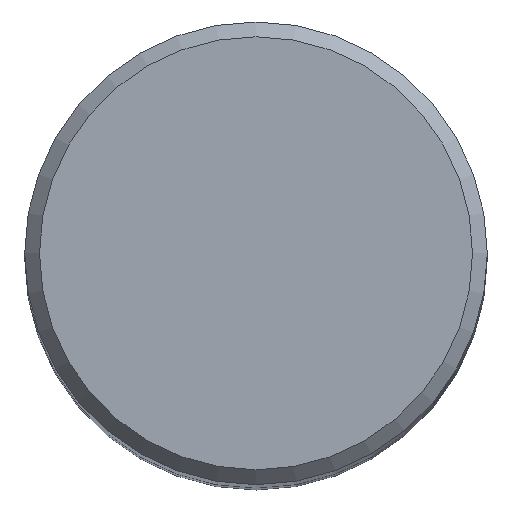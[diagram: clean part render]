
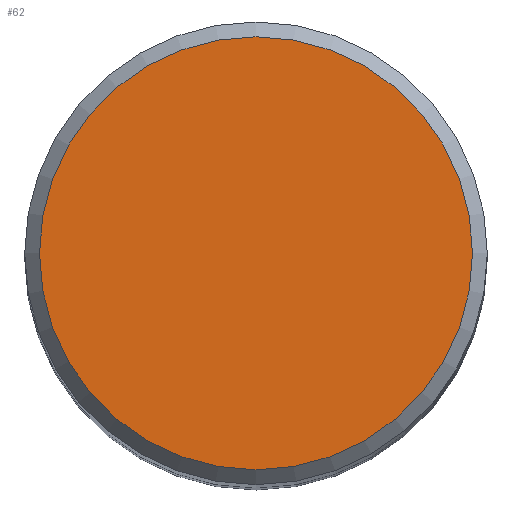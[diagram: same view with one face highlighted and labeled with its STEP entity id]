
A CAD part, top view. The second image highlights one B-rep face of the part: STEP entity #62.
In plain terms, the highlighted planar face has unit normal (0, 0, 1).
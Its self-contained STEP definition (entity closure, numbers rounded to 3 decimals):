
#52=PLANE('',#182);
#57=FACE_OUTER_BOUND('',#84,.T.);
#62=ADVANCED_FACE('',(#57),#52,.T.);
#84=EDGE_LOOP('',(#98));
#98=ORIENTED_EDGE('',*,*,#117,.F.);
#110=VERTEX_POINT('',#260);
#117=EDGE_CURVE('',#110,#110,#124,.T.);
#124=CIRCLE('',#179,4.458);
#179=AXIS2_PLACEMENT_3D('',#259,#203,#204);
#182=AXIS2_PLACEMENT_3D('',#264,#209,#210);
#203=DIRECTION('',(0.,0.,-1.));
#204=DIRECTION('',(-1.,0.,0.));
#209=DIRECTION('',(0.,0.,1.));
#210=DIRECTION('',(-1.,0.,0.));
#259=CARTESIAN_POINT('',(0.,0.,0.));
#260=CARTESIAN_POINT('',(-4.458,0.,0.));
#264=CARTESIAN_POINT('',(4.458,0.,0.));
